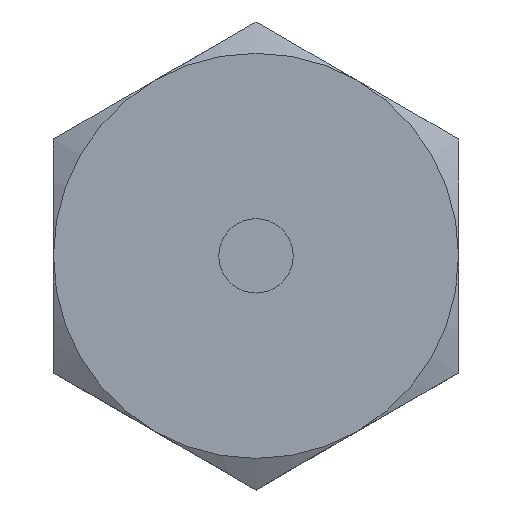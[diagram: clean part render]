
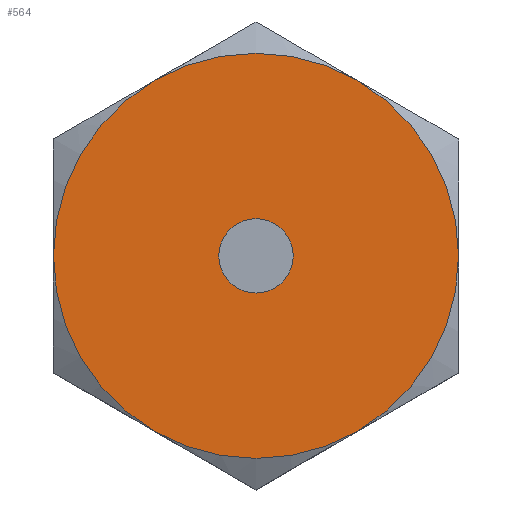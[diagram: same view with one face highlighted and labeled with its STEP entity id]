
A CAD part, top view. The second image highlights one B-rep face of the part: STEP entity #564.
In plain terms, the highlighted planar face has unit normal (0, 0, 1).
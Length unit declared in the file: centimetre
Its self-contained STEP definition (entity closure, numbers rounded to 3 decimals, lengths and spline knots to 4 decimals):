
#82=PLANE('',#640);
#103=FACE_BOUND('',#206,.T.);
#144=FACE_OUTER_BOUND('',#205,.T.);
#205=EDGE_LOOP('',(#467,#468,#469,#470,#471,#472));
#206=EDGE_LOOP('',(#473));
#219=CIRCLE('',#592,0.505);
#234=CIRCLE('',#622,2.75);
#235=CIRCLE('',#624,2.75);
#236=CIRCLE('',#626,2.75);
#237=CIRCLE('',#628,2.75);
#238=CIRCLE('',#630,2.75);
#239=CIRCLE('',#632,2.75);
#252=VERTEX_POINT('',#835);
#273=VERTEX_POINT('',#922);
#275=VERTEX_POINT('',#927);
#277=VERTEX_POINT('',#934);
#278=VERTEX_POINT('',#943);
#281=VERTEX_POINT('',#954);
#282=VERTEX_POINT('',#963);
#297=EDGE_CURVE('',#252,#252,#219,.T.);
#325=EDGE_CURVE('',#275,#273,#234,.T.);
#329=EDGE_CURVE('',#277,#275,#235,.T.);
#331=EDGE_CURVE('',#273,#278,#236,.T.);
#335=EDGE_CURVE('',#281,#277,#237,.T.);
#337=EDGE_CURVE('',#278,#282,#238,.T.);
#341=EDGE_CURVE('',#282,#281,#239,.T.);
#467=ORIENTED_EDGE('',*,*,#325,.T.);
#468=ORIENTED_EDGE('',*,*,#331,.T.);
#469=ORIENTED_EDGE('',*,*,#337,.T.);
#470=ORIENTED_EDGE('',*,*,#341,.T.);
#471=ORIENTED_EDGE('',*,*,#335,.T.);
#472=ORIENTED_EDGE('',*,*,#329,.T.);
#473=ORIENTED_EDGE('',*,*,#297,.T.);
#564=ADVANCED_FACE('',(#144,#103),#82,.T.);
#592=AXIS2_PLACEMENT_3D('',#836,#693,#694);
#622=AXIS2_PLACEMENT_3D('',#928,#753,#754);
#624=AXIS2_PLACEMENT_3D('',#941,#757,#758);
#626=AXIS2_PLACEMENT_3D('',#948,#761,#762);
#628=AXIS2_PLACEMENT_3D('',#961,#765,#766);
#630=AXIS2_PLACEMENT_3D('',#968,#769,#770);
#632=AXIS2_PLACEMENT_3D('',#980,#773,#774);
#640=AXIS2_PLACEMENT_3D('',#994,#795,#796);
#693=DIRECTION('center_axis',(0.,0.,-1.));
#694=DIRECTION('ref_axis',(0.,1.,0.));
#753=DIRECTION('center_axis',(0.,0.,1.));
#754=DIRECTION('ref_axis',(0.,1.,0.));
#757=DIRECTION('center_axis',(0.,0.,1.));
#758=DIRECTION('ref_axis',(0.,1.,0.));
#761=DIRECTION('center_axis',(0.,0.,1.));
#762=DIRECTION('ref_axis',(0.,1.,0.));
#765=DIRECTION('center_axis',(0.,0.,1.));
#766=DIRECTION('ref_axis',(0.,1.,0.));
#769=DIRECTION('center_axis',(0.,0.,1.));
#770=DIRECTION('ref_axis',(0.,1.,0.));
#773=DIRECTION('center_axis',(0.,0.,1.));
#774=DIRECTION('ref_axis',(0.,1.,0.));
#795=DIRECTION('center_axis',(0.,0.,1.));
#796=DIRECTION('ref_axis',(1.,0.,0.));
#835=CARTESIAN_POINT('',(0.,0.505,4.8));
#836=CARTESIAN_POINT('Origin',(0.,0.,4.8));
#922=CARTESIAN_POINT('',(-1.375,2.3816,4.8));
#927=CARTESIAN_POINT('',(1.375,2.3816,4.8));
#928=CARTESIAN_POINT('Origin',(0.,0.,4.8));
#934=CARTESIAN_POINT('',(2.75,0.,4.8));
#941=CARTESIAN_POINT('Origin',(0.,0.,4.8));
#943=CARTESIAN_POINT('',(-2.75,0.,4.8));
#948=CARTESIAN_POINT('Origin',(0.,0.,4.8));
#954=CARTESIAN_POINT('',(1.375,-2.3816,4.8));
#961=CARTESIAN_POINT('Origin',(0.,0.,4.8));
#963=CARTESIAN_POINT('',(-1.375,-2.3816,4.8));
#968=CARTESIAN_POINT('Origin',(0.,0.,4.8));
#980=CARTESIAN_POINT('Origin',(0.,0.,4.8));
#994=CARTESIAN_POINT('Origin',(0.,0.,
4.8));
